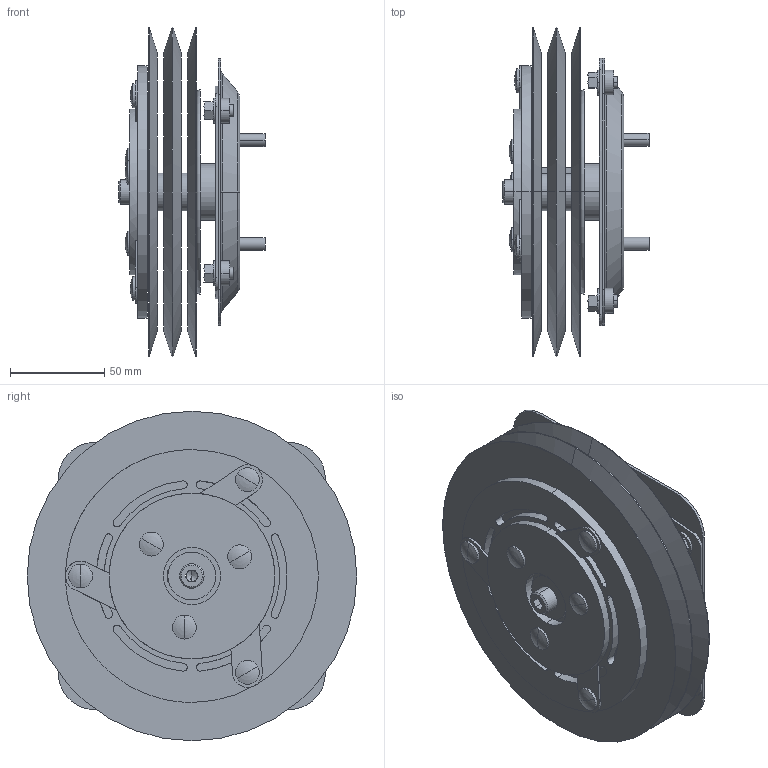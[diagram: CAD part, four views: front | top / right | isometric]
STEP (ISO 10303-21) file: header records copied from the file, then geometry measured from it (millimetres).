
FILE_DESCRIPTION (( 'STEP AP214' ), '1' );
FILE_NAME ('34980.STEP', '2019-09-23T14:18:13', ( '' ), ( '' ), 'SwSTEP 2.0', 'SolidWorks 2019', '' );
FILE_SCHEMA (( 'AUTOMOTIVE_DESIGN' ));
Length unit declared in the file: inch
Products named in the file (1): 34980
Bounding box: 77.52 x 174.98 x 174.98 mm (x, y, z)
Surface area: 139919.5 mm2 (no closed solid volume)
Topology: 0 solids, 23 shells, 229 faces, 666 edges, 448 vertices
Faces by surface type: cylinder 120, plane 72, cone 19, torus 18
Entity records: 10694 total; most frequent: DIRECTION 1476, CARTESIAN_POINT 1432, ORIENTED_EDGE 1112, EDGE_CURVE 652, AXIS2_PLACEMENT_3D 608, VERTEX_POINT 448, CIRCLE 378, EDGE_LOOP 283
